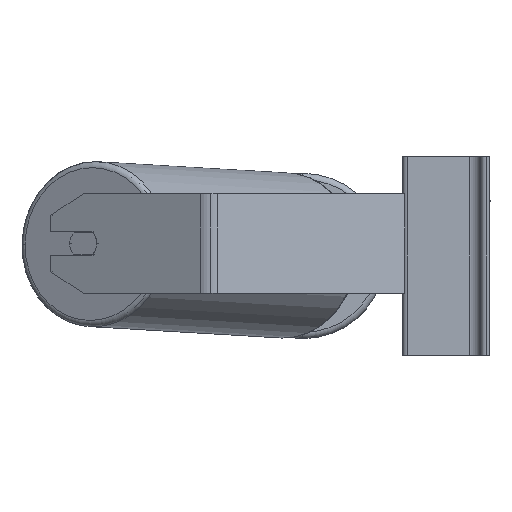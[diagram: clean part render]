
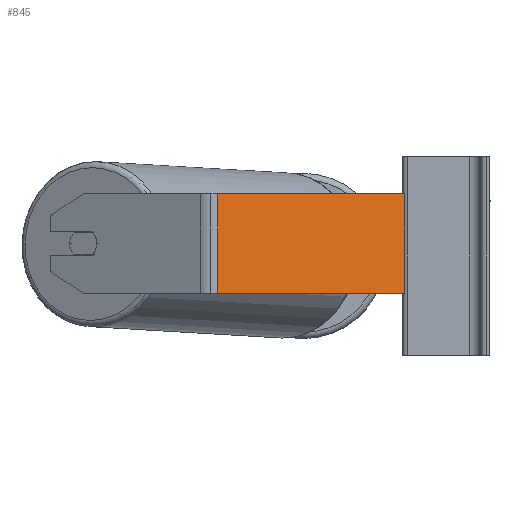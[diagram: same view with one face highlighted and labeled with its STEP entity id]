
A CAD part, left-side view. The second image highlights one B-rep face of the part: STEP entity #845.
In plain terms, the highlighted planar face has unit normal (-0.94, -0.342, 0).
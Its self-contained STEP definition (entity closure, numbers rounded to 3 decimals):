
#415 = CARTESIAN_POINT ( 'NONE',  ( -544.909, 173.629, 50. ) ) ;
#519 = LINE ( 'NONE', #415, #6578 ) ;
#845 = ADVANCED_FACE ( 'NONE', ( #7901 ), #6356, .F. ) ;
#876 = DIRECTION ( 'NONE',  ( 0.342, -0.94, 0. ) ) ;
#928 = VERTEX_POINT ( 'NONE', #4697 ) ;
#1535 = CARTESIAN_POINT ( 'NONE',  ( -487.518, 15.948, -30. ) ) ;
#2053 = CARTESIAN_POINT ( 'NONE',  ( -542.357, 166.618, 50. ) ) ;
#2516 = CARTESIAN_POINT ( 'NONE',  ( -544.909, 173.629, -30. ) ) ;
#2827 = CARTESIAN_POINT ( 'NONE',  ( -487.518, 15.948, 50. ) ) ;
#3026 = EDGE_CURVE ( 'NONE', #8734, #5018, #9964, .T. ) ;
#3097 = AXIS2_PLACEMENT_3D ( 'NONE', #10381, #3193, #7056 ) ;
#3193 = DIRECTION ( 'NONE',  ( 0.94, 0.342, 0. ) ) ;
#3625 = LINE ( 'NONE', #2053, #5709 ) ;
#3800 = ORIENTED_EDGE ( 'NONE', *, *, #3026, .F. ) ;
#4183 = EDGE_CURVE ( 'NONE', #928, #5018, #9862, .T. ) ;
#4328 = VECTOR ( 'NONE', #876, 1000. ) ;
#4532 = EDGE_CURVE ( 'NONE', #9219, #928, #3625, .T. ) ;
#4538 = DIRECTION ( 'NONE',  ( 0., 0., -1. ) ) ;
#4635 = ORIENTED_EDGE ( 'NONE', *, *, #4532, .T. ) ;
#4697 = CARTESIAN_POINT ( 'NONE',  ( -542.357, 166.618, -30. ) ) ;
#4831 = VECTOR ( 'NONE', #9320, 1000. ) ;
#5018 = VERTEX_POINT ( 'NONE', #1535 ) ;
#5709 = VECTOR ( 'NONE', #4538, 1000. ) ;
#5734 = EDGE_CURVE ( 'NONE', #9219, #8734, #519, .T. ) ;
#6000 = EDGE_LOOP ( 'NONE', ( #8384, #3800, #8472, #4635 ) ) ;
#6052 = CARTESIAN_POINT ( 'NONE',  ( -487.518, 15.948, 50. ) ) ;
#6356 = PLANE ( 'NONE',  #3097 ) ;
#6578 = VECTOR ( 'NONE', #10363, 1000. ) ;
#7056 = DIRECTION ( 'NONE',  ( -0.342, 0.94, 0. ) ) ;
#7901 = FACE_OUTER_BOUND ( 'NONE', #6000, .T. ) ;
#8384 = ORIENTED_EDGE ( 'NONE', *, *, #4183, .T. ) ;
#8472 = ORIENTED_EDGE ( 'NONE', *, *, #5734, .F. ) ;
#8734 = VERTEX_POINT ( 'NONE', #2827 ) ;
#9219 = VERTEX_POINT ( 'NONE', #9557 ) ;
#9320 = DIRECTION ( 'NONE',  ( 0., 0., -1. ) ) ;
#9557 = CARTESIAN_POINT ( 'NONE',  ( -542.357, 166.618, 50. ) ) ;
#9862 = LINE ( 'NONE', #2516, #4328 ) ;
#9964 = LINE ( 'NONE', #6052, #4831 ) ;
#10363 = DIRECTION ( 'NONE',  ( 0.342, -0.94, 0. ) ) ;
#10381 = CARTESIAN_POINT ( 'NONE',  ( -544.909, 173.629, 50. ) ) ;
